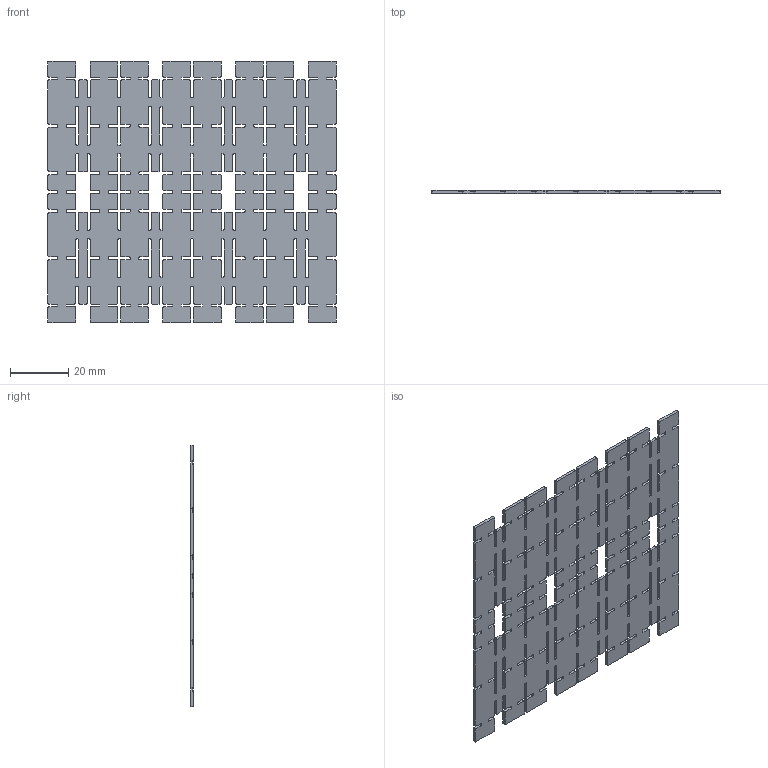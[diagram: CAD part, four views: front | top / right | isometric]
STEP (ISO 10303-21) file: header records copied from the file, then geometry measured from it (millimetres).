
FILE_DESCRIPTION(/* description */ (''),/* implementation_level */ '2;1');
FILE_NAME(/* name */ 'linesensorver2.stp',/* time_stamp */ '2020-12-30T23:13:33+09:00',/* author */ ('ryusuke'),/* organization */ (''),/* preprocessor_version */ 'ST-DEVELOPER v17',/* originating_system */ 'Autodesk Inventor 2019',/* authorisation */ '');
FILE_SCHEMA (('AUTOMOTIVE_DESIGN { 1 0 10303 214 3 1 1 }'));
Length unit declared in the file: millimetre
Products named in the file (1): linesensorver2
Bounding box: 99 x 1 x 90 mm (x, y, z)
Volume: 7365.9 mm3; surface area: 17340.8 mm2
Topology: 1 solids, 1 shells, 1366 faces, 4092 edges, 2728 vertices
Faces by surface type: plane 690, cylinder 676
Entity records: 46543 total; most frequent: CARTESIAN_POINT 8187, ORIENTED_EDGE 8184, DIRECTION 8178, EDGE_CURVE 4092, LINE 2740, VECTOR 2740, VERTEX_POINT 2728, AXIS2_PLACEMENT_3D 2719
